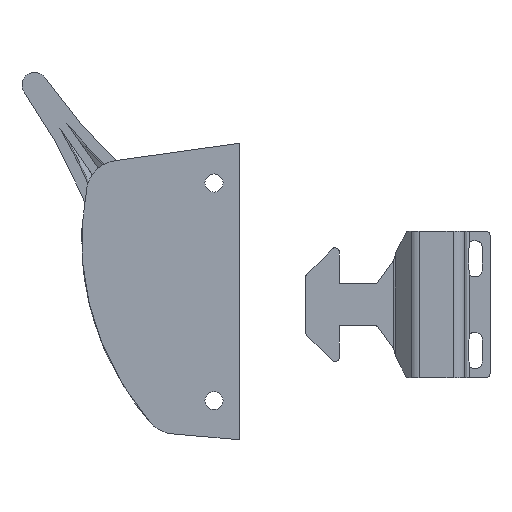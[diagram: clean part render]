
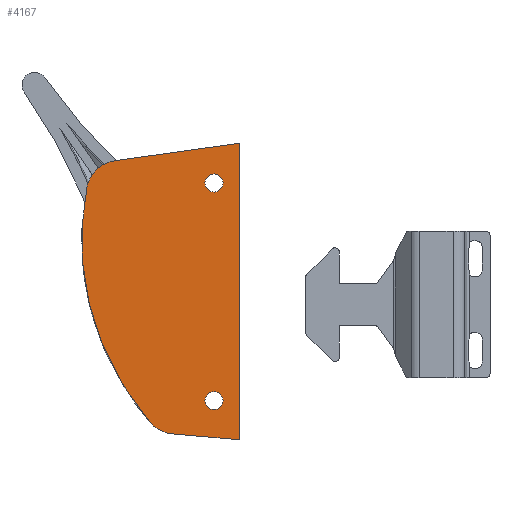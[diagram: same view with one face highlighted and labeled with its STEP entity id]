
A CAD part, front view. The second image highlights one B-rep face of the part: STEP entity #4167.
In plain terms, the highlighted planar face has unit normal (0, -1, 0).
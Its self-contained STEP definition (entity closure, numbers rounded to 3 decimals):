
#168 = VERTEX_POINT ( 'NONE', #6523 ) ;
#864 = EDGE_CURVE ( 'NONE', #1621, #4255, #1899, .T. ) ;
#949 = DIRECTION ( 'NONE',  ( -0.996, 0., 0.087 ) ) ;
#1000 = LINE ( 'NONE', #7253, #8067 ) ;
#1035 = DIRECTION ( 'NONE',  ( 0., 0., 1. ) ) ;
#1196 = ORIENTED_EDGE ( 'NONE', *, *, #6295, .F. ) ;
#1316 = CARTESIAN_POINT ( 'NONE',  ( -9.834, 0., 23.315 ) ) ;
#1325 = EDGE_LOOP ( 'NONE', ( #7508, #5830 ) ) ;
#1513 = AXIS2_PLACEMENT_3D ( 'NONE', #2649, #5761, #8902 ) ;
#1562 = EDGE_LOOP ( 'NONE', ( #8804, #6959 ) ) ;
#1621 = VERTEX_POINT ( 'NONE', #6913 ) ;
#1703 = DIRECTION ( 'NONE',  ( 0., 1., 0. ) ) ;
#1760 = CARTESIAN_POINT ( 'NONE',  ( 12.675, 0., 25.9 ) ) ;
#1852 = AXIS2_PLACEMENT_3D ( 'NONE', #6595, #5063, #7403 ) ;
#1899 = CIRCLE ( 'NONE', #7616, 2.165 ) ;
#2018 = CIRCLE ( 'NONE', #1513, 2.165 ) ;
#2234 = EDGE_CURVE ( 'NONE', #168, #3228, #9498, .T. ) ;
#2249 = CARTESIAN_POINT ( 'NONE',  ( -10.947, 0., 31.237 ) ) ;
#2277 = DIRECTION ( 'NONE',  ( 0., 1., 0. ) ) ;
#2502 = B_SPLINE_CURVE_WITH_KNOTS ( 'NONE', 3,
 ( #5872, #4256, #6490, #4154 ),
 .UNSPECIFIED., .F., .F.,
 ( 4, 4 ),
 ( 0.052, 0.925 ),
 .UNSPECIFIED. ) ;
#2567 = AXIS2_PLACEMENT_3D ( 'NONE', #7004, #9395, #8500 ) ;
#2649 = CARTESIAN_POINT ( 'NONE',  ( 12.675, 0., -26.1 ) ) ;
#2836 = PLANE ( 'NONE',  #8404 ) ;
#2913 = EDGE_CURVE ( 'NONE', #9466, #7584, #9784, .T. ) ;
#3073 = DIRECTION ( 'NONE',  ( 0., 0., -1. ) ) ;
#3224 = LINE ( 'NONE', #10064, #3733 ) ;
#3228 = VERTEX_POINT ( 'NONE', #7313 ) ;
#3380 = DIRECTION ( 'NONE',  ( 0.99, 0., 0.139 ) ) ;
#3558 = ORIENTED_EDGE ( 'NONE', *, *, #8534, .T. ) ;
#3562 = CIRCLE ( 'NONE', #2567, 8. ) ;
#3667 = DIRECTION ( 'NONE',  ( 0., 0., 1. ) ) ;
#3678 = CARTESIAN_POINT ( 'NONE',  ( 12.675, 0., 25.9 ) ) ;
#3733 = VECTOR ( 'NONE', #3073, 1000. ) ;
#3764 = EDGE_CURVE ( 'NONE', #4240, #7584, #2502, .T. ) ;
#3866 = EDGE_CURVE ( 'NONE', #4639, #9195, #2018, .T. ) ;
#3891 = EDGE_CURVE ( 'NONE', #9195, #4639, #4334, .T. ) ;
#3975 = CARTESIAN_POINT ( 'NONE',  ( -17.683, 0., 24.861 ) ) ;
#4102 = FACE_BOUND ( 'NONE', #1325, .T. ) ;
#4154 = CARTESIAN_POINT ( 'NONE',  ( -17.683, 0., 24.861 ) ) ;
#4160 = CIRCLE ( 'NONE', #7896, 2.165 ) ;
#4167 = ADVANCED_FACE ( 'NONE', ( #8314, #4102, #5854 ), #2836, .F. ) ;
#4240 = VERTEX_POINT ( 'NONE', #7537 ) ;
#4255 = VERTEX_POINT ( 'NONE', #8210 ) ;
#4256 = CARTESIAN_POINT ( 'NONE',  ( -14.886, 0., -17.015 ) ) ;
#4334 = CIRCLE ( 'NONE', #1852, 2.165 ) ;
#4558 = VECTOR ( 'NONE', #949, 1000. ) ;
#4639 = VERTEX_POINT ( 'NONE', #5590 ) ;
#5063 = DIRECTION ( 'NONE',  ( 0., 1., 0. ) ) ;
#5168 = DIRECTION ( 'NONE',  ( 0., 0., 1. ) ) ;
#5470 = EDGE_CURVE ( 'NONE', #4255, #1621, #4160, .T. ) ;
#5590 = CARTESIAN_POINT ( 'NONE',  ( 12.675, 0., -28.265 ) ) ;
#5730 = ORIENTED_EDGE ( 'NONE', *, *, #2913, .T. ) ;
#5761 = DIRECTION ( 'NONE',  ( 0., 1., 0. ) ) ;
#5830 = ORIENTED_EDGE ( 'NONE', *, *, #3866, .T. ) ;
#5854 = FACE_OUTER_BOUND ( 'NONE', #7374, .T. ) ;
#5872 = CARTESIAN_POINT ( 'NONE',  ( -2.566, 0., -31.272 ) ) ;
#6014 = DIRECTION ( 'NONE',  ( 0., 0., 1. ) ) ;
#6243 = ORIENTED_EDGE ( 'NONE', *, *, #3764, .F. ) ;
#6295 = EDGE_CURVE ( 'NONE', #9050, #168, #3224, .T. ) ;
#6490 = CARTESIAN_POINT ( 'NONE',  ( -21.941, 0., 3.244 ) ) ;
#6523 = CARTESIAN_POINT ( 'NONE',  ( 18.675, 0., -35.4 ) ) ;
#6595 = CARTESIAN_POINT ( 'NONE',  ( 12.675, 0., -26.1 ) ) ;
#6601 = EDGE_CURVE ( 'NONE', #9466, #9050, #1000, .T. ) ;
#6913 = CARTESIAN_POINT ( 'NONE',  ( 12.675, 0., 28.065 ) ) ;
#6959 = ORIENTED_EDGE ( 'NONE', *, *, #5470, .T. ) ;
#7004 = CARTESIAN_POINT ( 'NONE',  ( 3.487, 0., -26.041 ) ) ;
#7025 = AXIS2_PLACEMENT_3D ( 'NONE', #1316, #7372, #5168 ) ;
#7248 = CARTESIAN_POINT ( 'NONE',  ( 12.675, 0., -23.935 ) ) ;
#7253 = CARTESIAN_POINT ( 'NONE',  ( 18.675, 0., 35.4 ) ) ;
#7313 = CARTESIAN_POINT ( 'NONE',  ( 2.79, 0., -34.01 ) ) ;
#7372 = DIRECTION ( 'NONE',  ( 0., -1., 0. ) ) ;
#7374 = EDGE_LOOP ( 'NONE', ( #6243, #3558, #8198, #1196, #9334, #5730 ) ) ;
#7403 = DIRECTION ( 'NONE',  ( 0., 0., 1. ) ) ;
#7434 = DIRECTION ( 'NONE',  ( 0., 1., 0. ) ) ;
#7508 = ORIENTED_EDGE ( 'NONE', *, *, #3891, .T. ) ;
#7537 = CARTESIAN_POINT ( 'NONE',  ( -2.566, 0., -31.272 ) ) ;
#7584 = VERTEX_POINT ( 'NONE', #3975 ) ;
#7616 = AXIS2_PLACEMENT_3D ( 'NONE', #3678, #2277, #6014 ) ;
#7896 = AXIS2_PLACEMENT_3D ( 'NONE', #1760, #1703, #1035 ) ;
#8067 = VECTOR ( 'NONE', #3380, 1000. ) ;
#8198 = ORIENTED_EDGE ( 'NONE', *, *, #2234, .F. ) ;
#8210 = CARTESIAN_POINT ( 'NONE',  ( 12.675, 0., 23.735 ) ) ;
#8314 = FACE_BOUND ( 'NONE', #1562, .T. ) ;
#8404 = AXIS2_PLACEMENT_3D ( 'NONE', #8750, #7434, #3667 ) ;
#8500 = DIRECTION ( 'NONE',  ( 0., 0., 1. ) ) ;
#8534 = EDGE_CURVE ( 'NONE', #4240, #3228, #3562, .T. ) ;
#8750 = CARTESIAN_POINT ( 'NONE',  ( -16.562, 0., -5.187 ) ) ;
#8804 = ORIENTED_EDGE ( 'NONE', *, *, #864, .T. ) ;
#8847 = CARTESIAN_POINT ( 'NONE',  ( 18.675, 0., -35.4 ) ) ;
#8902 = DIRECTION ( 'NONE',  ( 0., 0., 1. ) ) ;
#9050 = VERTEX_POINT ( 'NONE', #9167 ) ;
#9167 = CARTESIAN_POINT ( 'NONE',  ( 18.675, 0., 35.4 ) ) ;
#9195 = VERTEX_POINT ( 'NONE', #7248 ) ;
#9334 = ORIENTED_EDGE ( 'NONE', *, *, #6601, .F. ) ;
#9395 = DIRECTION ( 'NONE',  ( 0., -1., 0. ) ) ;
#9466 = VERTEX_POINT ( 'NONE', #2249 ) ;
#9498 = LINE ( 'NONE', #8847, #4558 ) ;
#9784 = CIRCLE ( 'NONE', #7025, 8. ) ;
#10064 = CARTESIAN_POINT ( 'NONE',  ( 18.675, 0., 35.4 ) ) ;
